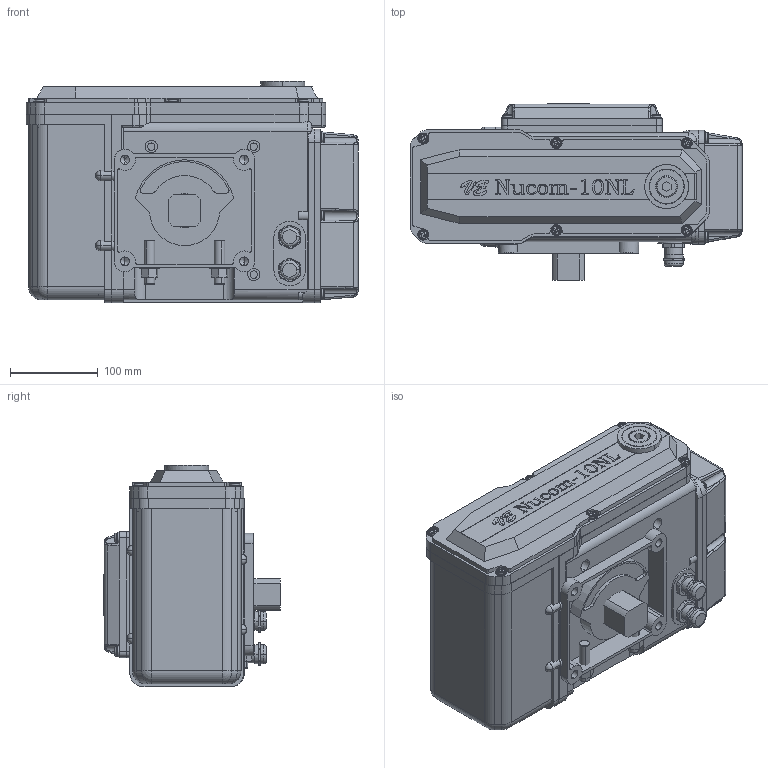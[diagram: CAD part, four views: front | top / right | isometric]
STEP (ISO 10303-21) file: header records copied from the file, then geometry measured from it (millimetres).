
FILE_DESCRIPTION (( 'STEP AP203' ), '1' );
FILE_NAME ('Nucom-10NL-200.STEP', '2016-12-19T05:24:19', ( '梶山' ), ( 'コーエイ工業' ), 'SwSTEP 2.0', 'SolidWorks 2009', '' );
FILE_SCHEMA (( 'CONFIG_CONTROL_DESIGN' ));
Products named in the file (1): Nucom-10NL-200
Bounding box: 379 x 201.5 x 252.5 mm (x, y, z)
Volume: 9560374.5 mm3; surface area: 822966 mm2
Topology: 50 solids, 50 shells, 1628 faces, 4230 edges, 2736 vertices
Faces by surface type: plane 735, cylinder 527, bspline 206, torus 61, cone 54, sphere 45
Entity records: 57727 total; most frequent: CARTESIAN_POINT 18459, ORIENTED_EDGE 8392, DIRECTION 7894, EDGE_CURVE 4196, AXIS2_PLACEMENT_3D 2855, VERTEX_POINT 2736, VECTOR 2184, LINE 2184
